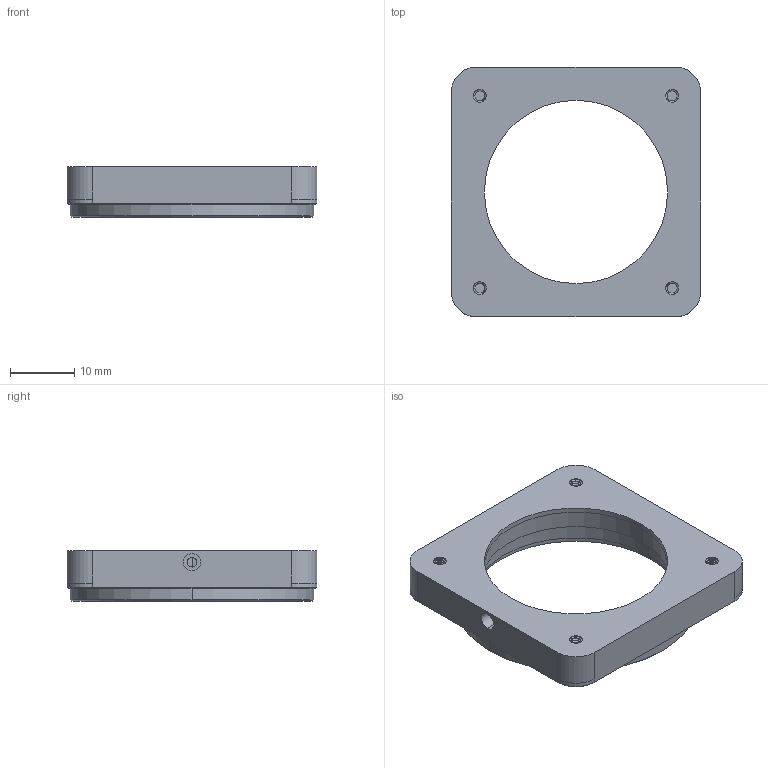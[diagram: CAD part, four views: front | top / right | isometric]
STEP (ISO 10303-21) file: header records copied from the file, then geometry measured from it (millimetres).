
FILE_DESCRIPTION (( 'STEP AP203' ), '1' );
FILE_NAME ('Boite.STEP', '2023-07-04T22:30:18', ( '' ), ( '' ), 'SwSTEP 2.0', 'SolidWorks 2022', '' );
FILE_SCHEMA (( 'CONFIG_CONTROL_DESIGN' ));
Length unit declared in the file: millimetre
Products named in the file (1): Boite
Bounding box: 39 x 39 x 7.89 mm (x, y, z)
Volume: 5186.1 mm3; surface area: 3786 mm2
Topology: 1 solids, 1 shells, 167 faces, 443 edges, 286 vertices
Faces by surface type: cylinder 126, plane 23, bspline 12, cone 6
Entity records: 10562 total; most frequent: CARTESIAN_POINT 6973, ORIENTED_EDGE 886, DIRECTION 593, EDGE_CURVE 443, VERTEX_POINT 286, AXIS2_PLACEMENT_3D 212, EDGE_LOOP 179, LINE 169
